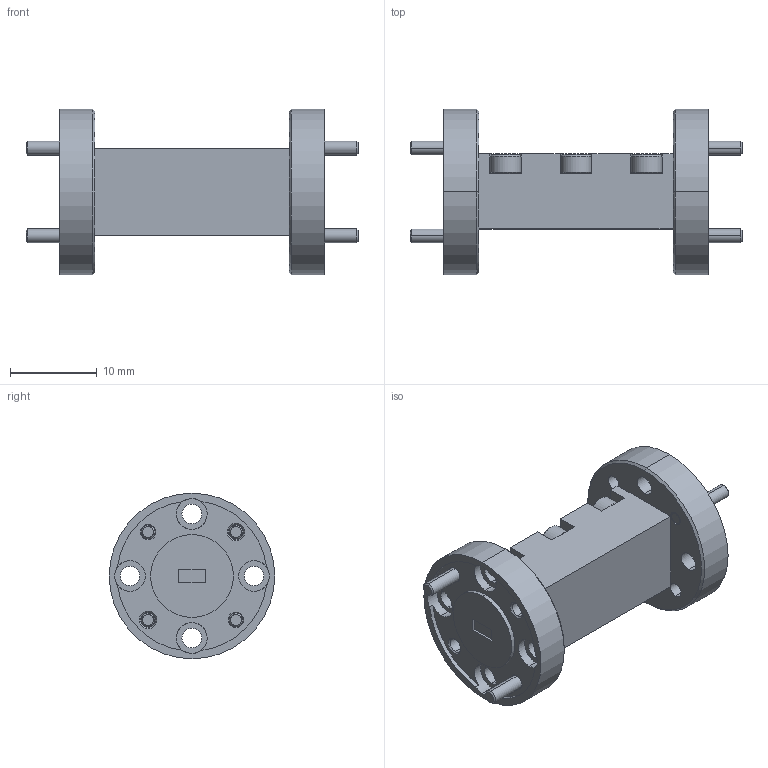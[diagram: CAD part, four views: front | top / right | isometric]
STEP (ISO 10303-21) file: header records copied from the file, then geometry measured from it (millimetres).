
FILE_DESCRIPTION (( 'STEP AP203' ), '1' );
FILE_NAME ('TA-FE-1.2-A.STEP', '2022-07-01T18:20:55', ( '' ), ( '' ), 'SwSTEP 2.0', 'SolidWorks 2021', '' );
FILE_SCHEMA (( 'CONFIG_CONTROL_DESIGN' ));
Length unit declared in the file: inch
Products named in the file (1): TA-FE-1.2-A
Bounding box: 38.23 x 19.05 x 19.05 mm (x, y, z)
Volume: 3795.4 mm3; surface area: 3107.2 mm2
Topology: 5 solids, 5 shells, 302 faces, 690 edges, 412 vertices
Faces by surface type: cone 108, plane 104, cylinder 90
Entity records: 8747 total; most frequent: CARTESIAN_POINT 1693, DIRECTION 1552, ORIENTED_EDGE 1380, EDGE_CURVE 690, AXIS2_PLACEMENT_3D 613, VERTEX_POINT 412, EDGE_LOOP 348, LINE 326
